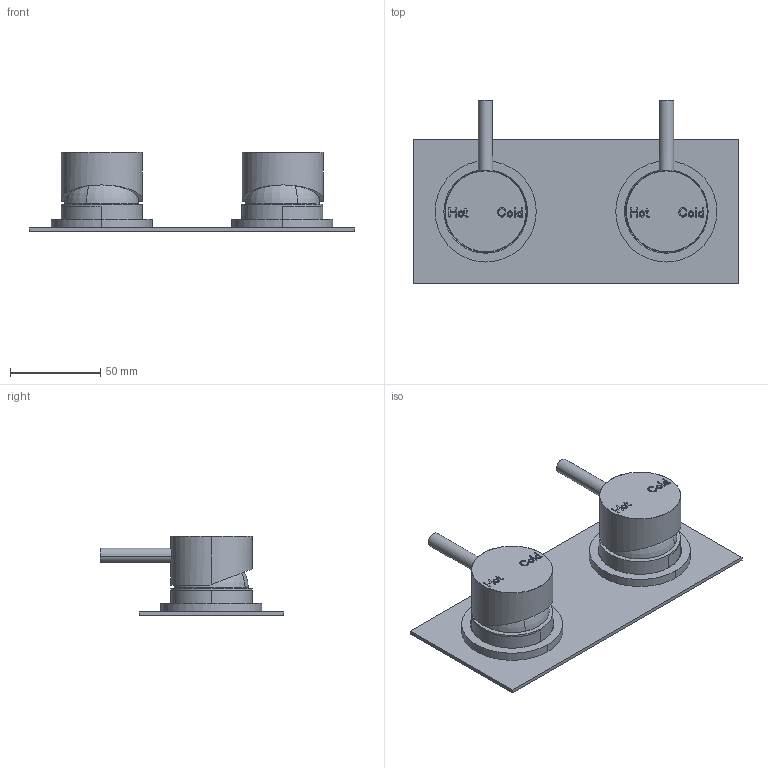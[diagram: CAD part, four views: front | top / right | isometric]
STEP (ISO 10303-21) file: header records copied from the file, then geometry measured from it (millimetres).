
FILE_DESCRIPTION (( 'STEP AP214' ), '1' );
FILE_NAME ('SUSSEX_SCALA_SDMS_dual_mixer_system_shell.STEP', '2021-07-29T06:50:37', ( '' ), ( '' ), 'SwSTEP 2.0', 'SolidWorks 2020', '' );
FILE_SCHEMA (( 'AUTOMOTIVE_DESIGN' ));
Length unit declared in the file: millimetre
Products named in the file (1): SUSSEX_SCALA_SDMS_dual_mixer_system_shell
Bounding box: 180 x 101.51 x 43.8 mm (x, y, z)
Volume: 124586.1 mm3; surface area: 71104.2 mm2
Topology: 11 solids, 11 shells, 348 faces, 880 edges, 574 vertices
Faces by surface type: plane 132, bspline 122, cylinder 46, cone 24, torus 24
Entity records: 12540 total; most frequent: CARTESIAN_POINT 4817, ORIENTED_EDGE 1752, DIRECTION 1212, EDGE_CURVE 876, VERTEX_POINT 574, LINE 430, VECTOR 430, AXIS2_PLACEMENT_3D 391
